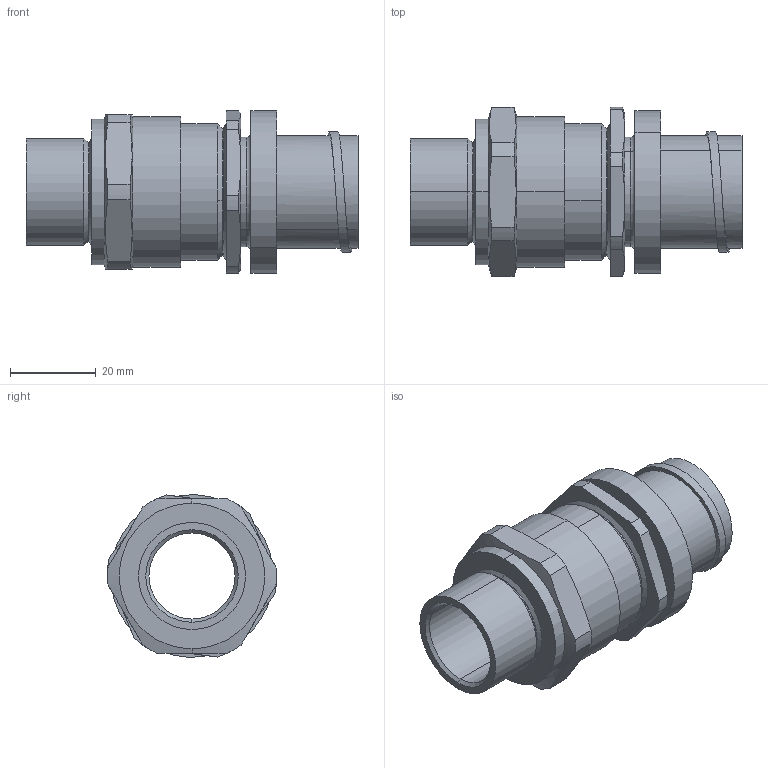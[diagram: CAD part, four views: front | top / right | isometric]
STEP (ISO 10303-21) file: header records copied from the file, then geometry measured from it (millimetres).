
FILE_DESCRIPTION (( 'STEP AP203' ), '1' );
FILE_NAME ('25A2FFC1RAC180.STEP', '2021-11-08T11:27:32', ( '' ), ( '' ), 'SwSTEP 2.0', 'SolidWorks 2017', '' );
FILE_SCHEMA (( 'CONFIG_CONTROL_DESIGN' ));
Length unit declared in the file: millimetre
Products named in the file (1): 25A2FFC1RAC180
Bounding box: 77.52 x 39.58 x 37.96 mm (x, y, z)
Volume: 27113.3 mm3; surface area: 19596.4 mm2
Topology: 1 solids, 1 shells, 91 faces, 214 edges, 134 vertices
Faces by surface type: cylinder 39, plane 25, cone 20, torus 4, bspline 3
Entity records: 3062 total; most frequent: CARTESIAN_POINT 895, DIRECTION 454, ORIENTED_EDGE 428, EDGE_CURVE 214, AXIS2_PLACEMENT_3D 187, VERTEX_POINT 134, EDGE_LOOP 102, CIRCLE 98
